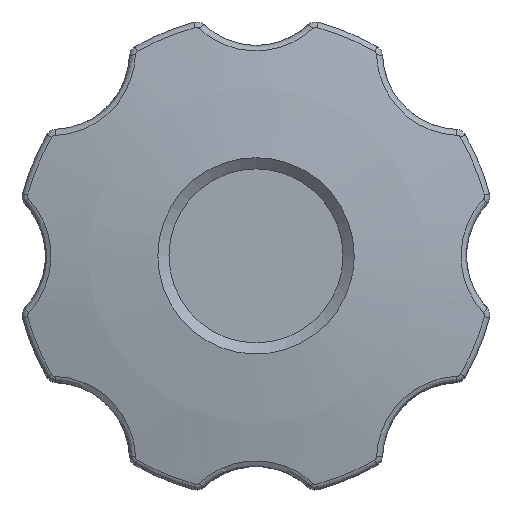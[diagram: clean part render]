
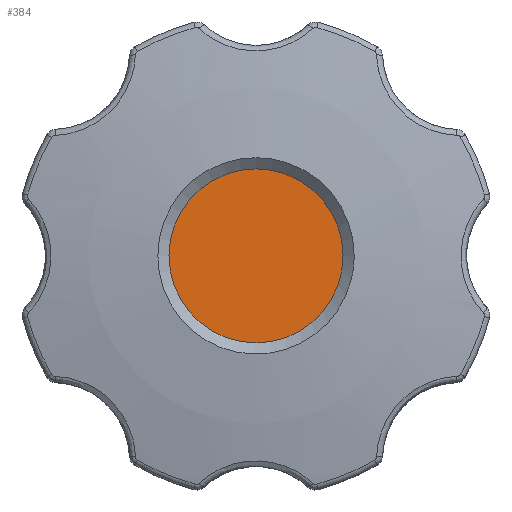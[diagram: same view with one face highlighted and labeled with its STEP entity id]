
A CAD part, top view. The second image highlights one B-rep face of the part: STEP entity #384.
In plain terms, the highlighted planar face has unit normal (0, 0, 1).
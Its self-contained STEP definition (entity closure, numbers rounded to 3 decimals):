
#384 = ADVANCED_FACE( '', ( #790 ), #791, .T. );
#790 = FACE_OUTER_BOUND( '', #6030, .T. );
#791 = PLANE( '', #6031 );
#6030 = EDGE_LOOP( '', ( #7483 ) );
#6031 = AXIS2_PLACEMENT_3D( '', #7484, #7485, #7486 );
#7483 = ORIENTED_EDGE( '', *, *, #7767, .T. );
#7484 = CARTESIAN_POINT( '', ( 0., 0., 19. ) );
#7485 = DIRECTION( '', ( 0., 0., 1. ) );
#7486 = DIRECTION( '', ( 1., 0., 0. ) );
#7767 = EDGE_CURVE( '', #8262, #8262, #8263, .T. );
#8262 = VERTEX_POINT( '', #10540 );
#8263 = CIRCLE( '', #10541, 6.3 );
#10540 = CARTESIAN_POINT( '', ( 6.3, 0., 19. ) );
#10541 = AXIS2_PLACEMENT_3D( '', #11963, #11964, #11965 );
#11963 = CARTESIAN_POINT( '', ( 0., 0., 19. ) );
#11964 = DIRECTION( '', ( 0., 0., 1. ) );
#11965 = DIRECTION( '', ( 1., 0., 0. ) );
